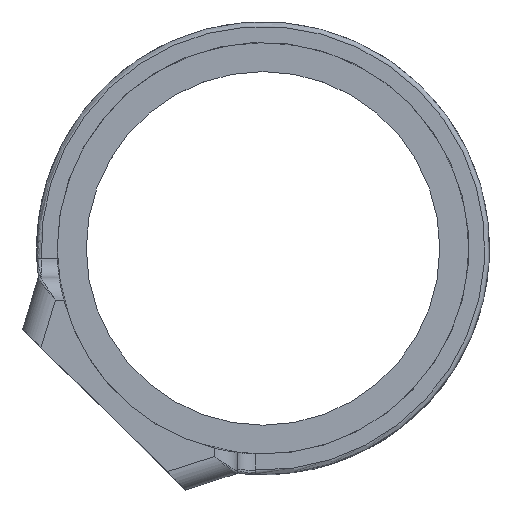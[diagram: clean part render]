
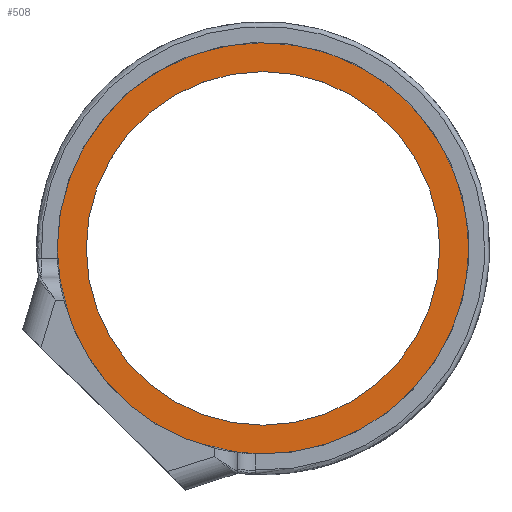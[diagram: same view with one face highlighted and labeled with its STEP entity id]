
A CAD part, top view. The second image highlights one B-rep face of the part: STEP entity #508.
In plain terms, the highlighted planar face has unit normal (0, 0, 1).
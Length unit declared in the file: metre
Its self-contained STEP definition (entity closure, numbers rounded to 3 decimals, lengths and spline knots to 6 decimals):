
#27=CIRCLE('',#563,0.03865);
#28=CIRCLE('',#564,0.045);
#102=ORIENTED_EDGE('',*,*,#250,.T.);
#103=ORIENTED_EDGE('',*,*,#251,.F.);
#250=EDGE_CURVE('',#324,#324,#27,.T.);
#251=EDGE_CURVE('',#325,#325,#28,.T.);
#324=VERTEX_POINT('',#820);
#325=VERTEX_POINT('',#822);
#411=EDGE_LOOP('',(#102));
#412=EDGE_LOOP('',(#103));
#455=FACE_BOUND('',#411,.T.);
#456=FACE_BOUND('',#412,.T.);
#496=PLANE('',#562);
#508=ADVANCED_FACE('',(#455,#456),#496,.F.);
#562=AXIS2_PLACEMENT_3D('',#818,#632,#633);
#563=AXIS2_PLACEMENT_3D('',#819,#634,#635);
#564=AXIS2_PLACEMENT_3D('',#821,#636,#637);
#632=DIRECTION('',(0.,0.,-1.));
#633=DIRECTION('',(1.,0.,0.));
#634=DIRECTION('',(0.,0.,-1.));
#635=DIRECTION('',(-1.,0.,0.));
#636=DIRECTION('',(0.,0.,-1.));
#637=DIRECTION('',(-1.,0.,0.));
#818=CARTESIAN_POINT('',(0.,0.,-0.111432));
#819=CARTESIAN_POINT('',(0.,0.,-0.111432));
#820=CARTESIAN_POINT('',(-0.03865,0.,-0.111432));
#821=CARTESIAN_POINT('',(0.,0.,-0.111432));
#822=CARTESIAN_POINT('',(-0.045,0.,-0.111432));
